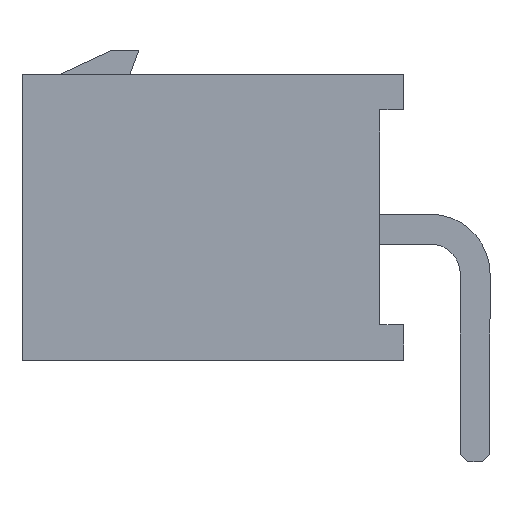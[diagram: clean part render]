
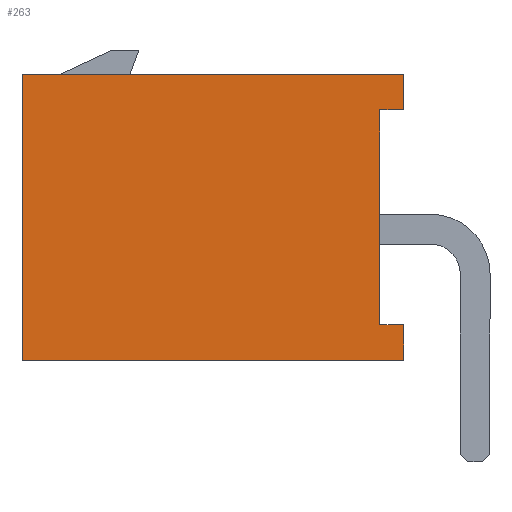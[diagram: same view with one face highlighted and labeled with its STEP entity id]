
A CAD part, left-side view. The second image highlights one B-rep face of the part: STEP entity #263.
In plain terms, the highlighted planar face has unit normal (-1, 0, 0).
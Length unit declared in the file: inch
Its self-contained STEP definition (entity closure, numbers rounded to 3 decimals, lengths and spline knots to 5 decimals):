
#263 = ADVANCED_FACE( '', ( #535 ), #536, .F. );
#535 = FACE_OUTER_BOUND( '', #823, .T. );
#536 = PLANE( '', #824 );
#823 = EDGE_LOOP( '', ( #1475, #1476, #1477, #1478, #1479, #1480, #1481, #1482 ) );
#824 = AXIS2_PLACEMENT_3D( '', #1483, #1484, #1485 );
#1475 = ORIENTED_EDGE( '', *, *, #1998, .F. );
#1476 = ORIENTED_EDGE( '', *, *, #1875, .F. );
#1477 = ORIENTED_EDGE( '', *, *, #1961, .F. );
#1478 = ORIENTED_EDGE( '', *, *, #1965, .F. );
#1479 = ORIENTED_EDGE( '', *, *, #2077, .F. );
#1480 = ORIENTED_EDGE( '', *, *, #2072, .F. );
#1481 = ORIENTED_EDGE( '', *, *, #2096, .F. );
#1482 = ORIENTED_EDGE( '', *, *, #2058, .F. );
#1483 = CARTESIAN_POINT( '', ( -0.13, 0., 0. ) );
#1484 = DIRECTION( '', ( 1., 0., 0. ) );
#1485 = DIRECTION( '', ( 0., 0., -1. ) );
#1875 = EDGE_CURVE( '', #2268, #2264, #2270, .T. );
#1961 = EDGE_CURVE( '', #2409, #2268, #2411, .T. );
#1965 = EDGE_CURVE( '', #2415, #2409, #2417, .T. );
#1998 = EDGE_CURVE( '', #2264, #2475, #2476, .T. );
#2058 = EDGE_CURVE( '', #2475, #2555, #2556, .T. );
#2072 = EDGE_CURVE( '', #2573, #2575, #2576, .T. );
#2077 = EDGE_CURVE( '', #2575, #2415, #2581, .T. );
#2096 = EDGE_CURVE( '', #2555, #2573, #2609, .T. );
#2264 = VERTEX_POINT( '', #2828 );
#2268 = VERTEX_POINT( '', #2834 );
#2270 = LINE( '', #2837, #2838 );
#2409 = VERTEX_POINT( '', #3039 );
#2411 = LINE( '', #3042, #3043 );
#2415 = VERTEX_POINT( '', #3048 );
#2417 = LINE( '', #3051, #3052 );
#2475 = VERTEX_POINT( '', #3139 );
#2476 = LINE( '', #3140, #3141 );
#2555 = VERTEX_POINT( '', #3263 );
#2556 = LINE( '', #3264, #3265 );
#2573 = VERTEX_POINT( '', #3290 );
#2575 = VERTEX_POINT( '', #3293 );
#2576 = LINE( '', #3294, #3295 );
#2581 = LINE( '', #3303, #3304 );
#2609 = LINE( '', #3347, #3348 );
#2828 = CARTESIAN_POINT( '', ( -0.13, 0.32, -0.12 ) );
#2834 = CARTESIAN_POINT( '', ( -0.13, 0., -0.12 ) );
#2837 = CARTESIAN_POINT( '', ( -0.13, 0., -0.12 ) );
#2838 = VECTOR( '', #3506, 39.37008 );
#3039 = CARTESIAN_POINT( '', ( -0.13, 0., -0.09 ) );
#3042 = CARTESIAN_POINT( '', ( -0.13, 0., -0.09 ) );
#3043 = VECTOR( '', #3588, 39.37008 );
#3048 = CARTESIAN_POINT( '', ( -0.13, 0.02, -0.09 ) );
#3051 = CARTESIAN_POINT( '', ( -0.13, 0.02, -0.09 ) );
#3052 = VECTOR( '', #3591, 39.37008 );
#3139 = CARTESIAN_POINT( '', ( -0.13, 0.32, 0.12 ) );
#3140 = CARTESIAN_POINT( '', ( -0.13, 0.32, -0.12 ) );
#3141 = VECTOR( '', #3621, 39.37008 );
#3263 = CARTESIAN_POINT( '', ( -0.13, 0., 0.12 ) );
#3264 = CARTESIAN_POINT( '', ( -0.13, 0.32, 0.12 ) );
#3265 = VECTOR( '', #3665, 39.37008 );
#3290 = CARTESIAN_POINT( '', ( -0.13, 0., 0.09 ) );
#3293 = CARTESIAN_POINT( '', ( -0.13, 0.02, 0.09 ) );
#3294 = CARTESIAN_POINT( '', ( -0.13, 0., 0.09 ) );
#3295 = VECTOR( '', #3675, 39.37008 );
#3303 = CARTESIAN_POINT( '', ( -0.13, 0.02, 0.09 ) );
#3304 = VECTOR( '', #3679, 39.37008 );
#3347 = CARTESIAN_POINT( '', ( -0.13, 0., 0.12 ) );
#3348 = VECTOR( '', #3695, 39.37008 );
#3506 = DIRECTION( '', ( 0., 1., 0. ) );
#3588 = DIRECTION( '', ( 0., 0., -1. ) );
#3591 = DIRECTION( '', ( 0., -1., 0. ) );
#3621 = DIRECTION( '', ( 0., 0., 1. ) );
#3665 = DIRECTION( '', ( 0., -1., 0. ) );
#3675 = DIRECTION( '', ( 0., 1., 0. ) );
#3679 = DIRECTION( '', ( 0., 0., -1. ) );
#3695 = DIRECTION( '', ( 0., 0., -1. ) );
